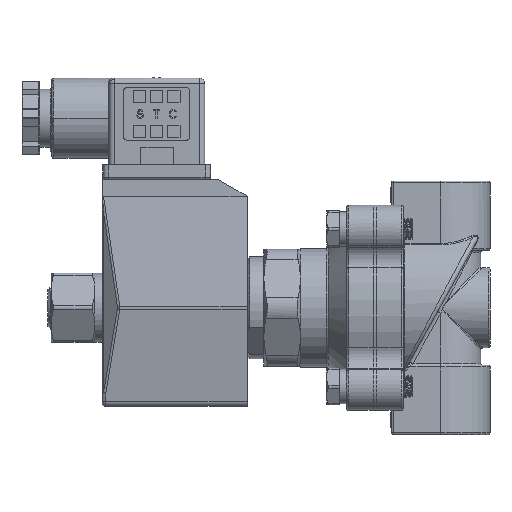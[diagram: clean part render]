
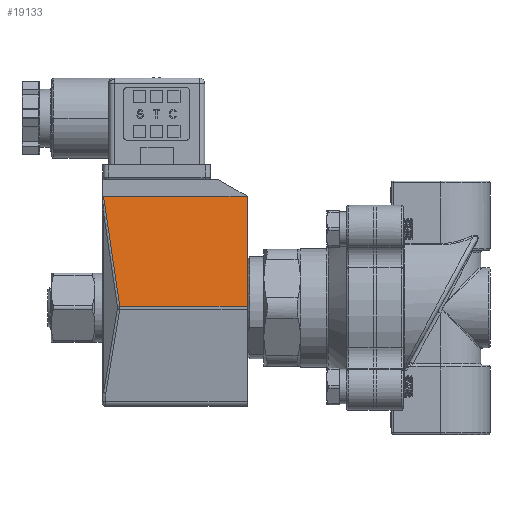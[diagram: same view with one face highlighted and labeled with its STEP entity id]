
A CAD part, left-side view. The second image highlights one B-rep face of the part: STEP entity #19133.
In plain terms, the highlighted planar face has unit normal (-0.992, 0, 0.123).
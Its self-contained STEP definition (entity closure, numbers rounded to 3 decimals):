
#5325 = ORIENTED_EDGE ( 'NONE', *, *, #87020, .T. ) ;
#6149 = LINE ( 'NONE', #36821, #113195 ) ;
#8384 = VERTEX_POINT ( 'NONE', #90903 ) ;
#11919 = LINE ( 'NONE', #121333, #94713 ) ;
#12918 = ORIENTED_EDGE ( 'NONE', *, *, #91218, .T. ) ;
#14383 = CARTESIAN_POINT ( 'NONE',  ( -19.212, 105.783, 30.581 ) ) ;
#19059 = AXIS2_PLACEMENT_3D ( 'NONE', #120150, #58067, #130551 ) ;
#19133 = ADVANCED_FACE ( 'NONE', ( #89843 ), #119704, .T. ) ;
#20691 = ORIENTED_EDGE ( 'NONE', *, *, #39071, .F. ) ;
#26250 = CARTESIAN_POINT ( 'NONE',  ( -19.212, 105.783, 30.581 ) ) ;
#36821 = CARTESIAN_POINT ( 'NONE',  ( -19.212, 66.5, 30.581 ) ) ;
#39071 = EDGE_CURVE ( 'NONE', #87435, #8384, #6149, .T. ) ;
#43837 = CARTESIAN_POINT ( 'NONE',  ( -22.943, 101.34, 0.392 ) ) ;
#58067 = DIRECTION ( 'NONE',  ( -0.992, 0., 0.123 ) ) ;
#58450 = CARTESIAN_POINT ( 'NONE',  ( -19.212, 106.156, 30.581 ) ) ;
#70318 = VERTEX_POINT ( 'NONE', #43837 ) ;
#72787 = LINE ( 'NONE', #58450, #124648 ) ;
#77163 = VECTOR ( 'NONE', #86954, 1000. ) ;
#80452 = LINE ( 'NONE', #14383, #77163 ) ;
#86954 = DIRECTION ( 'NONE',  ( -0.121, -0.145, -0.982 ) ) ;
#87020 = EDGE_CURVE ( 'NONE', #87435, #107187, #72787, .T. ) ;
#87435 = VERTEX_POINT ( 'NONE', #126304 ) ;
#89843 = FACE_OUTER_BOUND ( 'NONE', #121720, .T. ) ;
#90903 = CARTESIAN_POINT ( 'NONE',  ( -22.943, 66.5, 0.392 ) ) ;
#91218 = EDGE_CURVE ( 'NONE', #107187, #70318, #80452, .T. ) ;
#94713 = VECTOR ( 'NONE', #131753, 1000. ) ;
#107187 = VERTEX_POINT ( 'NONE', #26250 ) ;
#113195 = VECTOR ( 'NONE', #120198, 1000. ) ;
#119704 = PLANE ( 'NONE',  #19059 ) ;
#120150 = CARTESIAN_POINT ( 'NONE',  ( -22.992, 106.156, 0. ) ) ;
#120198 = DIRECTION ( 'NONE',  ( -0.123, 0., -0.992 ) ) ;
#121333 = CARTESIAN_POINT ( 'NONE',  ( -22.943, 106.156, 0.392 ) ) ;
#121720 = EDGE_LOOP ( 'NONE', ( #12918, #133421, #20691, #5325 ) ) ;
#124648 = VECTOR ( 'NONE', #130911, 1000. ) ;
#125412 = EDGE_CURVE ( 'NONE', #70318, #8384, #11919, .T. ) ;
#126304 = CARTESIAN_POINT ( 'NONE',  ( -19.212, 66.5, 30.581 ) ) ;
#130551 = DIRECTION ( 'NONE',  ( -0.123, 0., -0.992 ) ) ;
#130911 = DIRECTION ( 'NONE',  ( 0., 1., 0. ) ) ;
#131753 = DIRECTION ( 'NONE',  ( 0., -1., 0. ) ) ;
#133421 = ORIENTED_EDGE ( 'NONE', *, *, #125412, .T. ) ;
